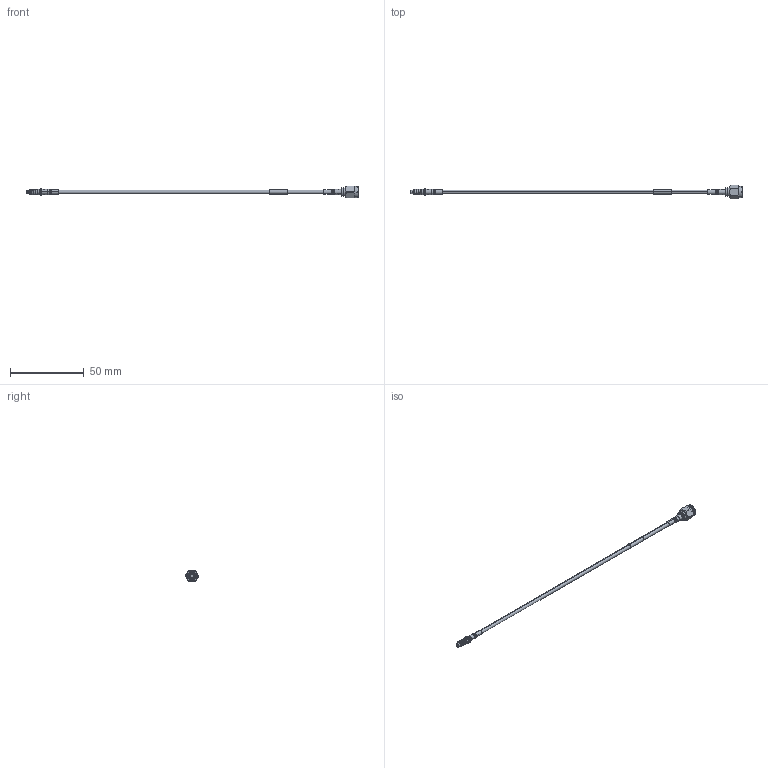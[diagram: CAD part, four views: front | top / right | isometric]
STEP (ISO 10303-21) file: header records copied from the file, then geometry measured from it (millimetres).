
FILE_DESCRIPTION (( 'STEP AP214' ), '1' );
FILE_NAME ('FMCA9740_3D.step', '2024-02-21T16:15:23', ( '' ), ( '' ), 'SwSTEP 2.0', 'SolidWorks 2022', '' );
FILE_SCHEMA (( 'AUTOMOTIVE_DESIGN' ));
Length unit declared in the file: inch
Products named in the file (6): PE44215; 1AW01-003_.110 ID; CA-PE-P086_2_Heatshrink_LONG; PE-P086HF_8 in Length; FMCA9740_3D; PE45536
Assembly tree (6 placements, depth 2):
  FMCA9740_3D
    PE-P086HF_8 in Length
    1AW01-003_.110 ID
    PE45536
    PE44215
    CA-PE-P086_2_Heatshrink_LONG  x2
Bounding box: 224.56 x 8.99 x 7.94 mm (x, y, z)
Volume: 1680.8 mm3; surface area: 3179.1 mm2
Topology: 6 solids, 6 shells, 214 faces, 508 edges, 319 vertices
Faces by surface type: cylinder 98, plane 53, cone 39, torus 18, bspline 6
Entity records: 8941 total; most frequent: CARTESIAN_POINT 4025, DIRECTION 961, ORIENTED_EDGE 928, EDGE_CURVE 464, AXIS2_PLACEMENT_3D 396, VERTEX_POINT 295, EDGE_LOOP 211, CIRCLE 201
